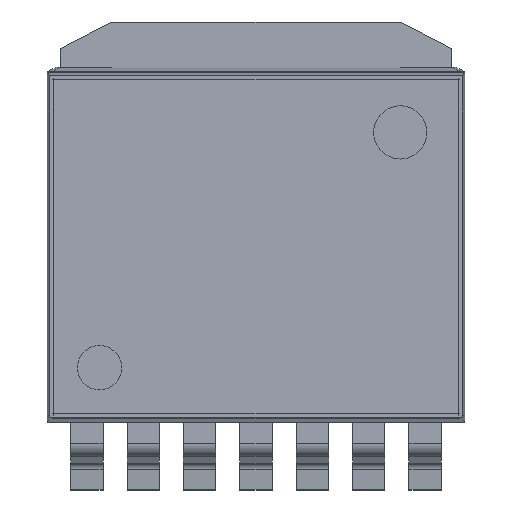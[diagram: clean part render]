
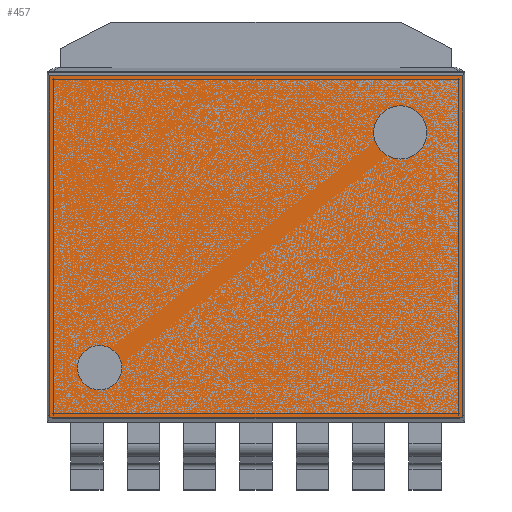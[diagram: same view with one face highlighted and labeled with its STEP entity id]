
A CAD part, top view. The second image highlights one B-rep face of the part: STEP entity #457.
In plain terms, the highlighted planar face has unit normal (0, 0, 1).
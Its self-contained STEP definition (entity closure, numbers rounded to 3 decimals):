
#364 = VERTEX_POINT('',#365);
#365 = CARTESIAN_POINT('',(-4.648,-4.9,1.905));
#372 = VERTEX_POINT('',#373);
#373 = CARTESIAN_POINT('',(-4.648,2.8,1.905));
#381 = EDGE_CURVE('',#364,#372,#382,.T.);
#382 = LINE('',#383,#384);
#383 = CARTESIAN_POINT('',(-4.648,-4.9,1.905));
#384 = VECTOR('',#385,1.);
#385 = DIRECTION('',(0.,1.,0.));
#397 = EDGE_CURVE('',#398,#364,#400,.T.);
#398 = VERTEX_POINT('',#399);
#399 = CARTESIAN_POINT('',(4.648,-4.9,1.905));
#400 = LINE('',#401,#402);
#401 = CARTESIAN_POINT('',(4.648,-4.9,1.905));
#402 = VECTOR('',#403,1.);
#403 = DIRECTION('',(-1.,0.,0.));
#419 = VERTEX_POINT('',#420);
#420 = CARTESIAN_POINT('',(4.648,2.8,1.905));
#430 = EDGE_CURVE('',#419,#398,#431,.T.);
#431 = LINE('',#432,#433);
#432 = CARTESIAN_POINT('',(4.648,3.,1.905));
#433 = VECTOR('',#434,1.);
#434 = DIRECTION('',(0.,-1.,0.));
#445 = EDGE_CURVE('',#419,#372,#446,.T.);
#446 = LINE('',#447,#448);
#447 = CARTESIAN_POINT('',(5.,2.8,1.905));
#448 = VECTOR('',#449,1.);
#449 = DIRECTION('',(-1.,-0.,-0.));
#457 = ADVANCED_FACE('',(#458,#464,#475),#486,.F.);
#458 = FACE_BOUND('',#459,.F.);
#459 = EDGE_LOOP('',(#460,#461,#462,#463));
#460 = ORIENTED_EDGE('',*,*,#381,.T.);
#461 = ORIENTED_EDGE('',*,*,#445,.F.);
#462 = ORIENTED_EDGE('',*,*,#430,.T.);
#463 = ORIENTED_EDGE('',*,*,#397,.T.);
#464 = FACE_BOUND('',#465,.F.);
#465 = EDGE_LOOP('',(#466));
#466 = ORIENTED_EDGE('',*,*,#467,.F.);
#467 = EDGE_CURVE('',#468,#468,#470,.T.);
#468 = VERTEX_POINT('',#469);
#469 = CARTESIAN_POINT('',(3.85,1.527,1.905));
#470 = CIRCLE('',#471,0.6);
#471 = AXIS2_PLACEMENT_3D('',#472,#473,#474);
#472 = CARTESIAN_POINT('',(3.25,1.527,1.905));
#473 = DIRECTION('',(0.,0.,-1.));
#474 = DIRECTION('',(1.,0.,0.));
#475 = FACE_BOUND('',#476,.F.);
#476 = EDGE_LOOP('',(#477));
#477 = ORIENTED_EDGE('',*,*,#478,.F.);
#478 = EDGE_CURVE('',#479,#479,#481,.T.);
#479 = VERTEX_POINT('',#480);
#480 = CARTESIAN_POINT('',(-3.023,-3.773,1.905));
#481 = CIRCLE('',#482,0.5);
#482 = AXIS2_PLACEMENT_3D('',#483,#484,#485);
#483 = CARTESIAN_POINT('',(-3.523,-3.773,1.905));
#484 = DIRECTION('',(0.,0.,-1.));
#485 = DIRECTION('',(1.,0.,0.));
#486 = PLANE('',#487);
#487 = AXIS2_PLACEMENT_3D('',#488,#489,#490);
#488 = CARTESIAN_POINT('',(0.,-0.95,1.905));
#489 = DIRECTION('',(0.,0.,-1.));
#490 = DIRECTION('',(-1.,0.,0.));
